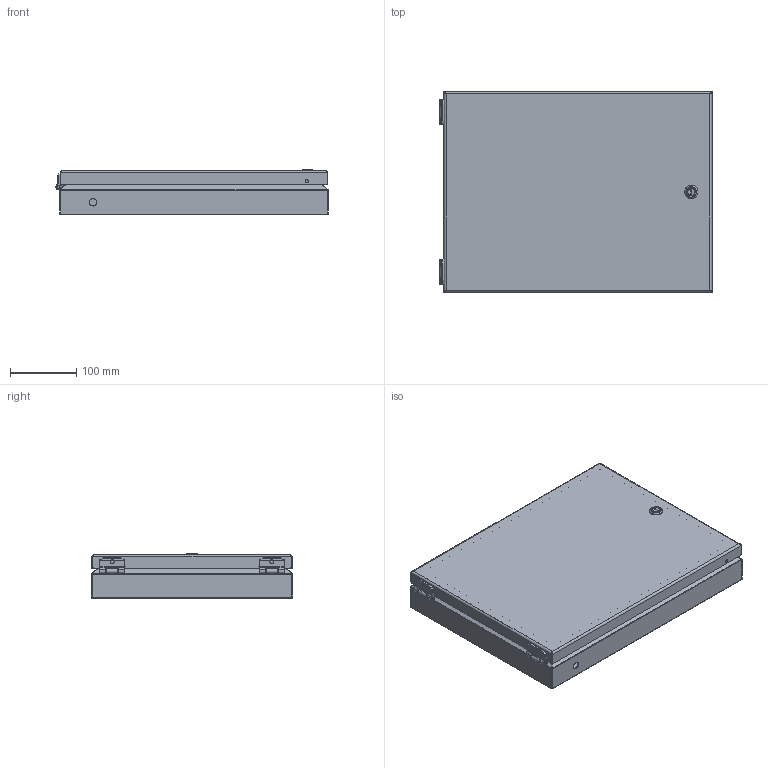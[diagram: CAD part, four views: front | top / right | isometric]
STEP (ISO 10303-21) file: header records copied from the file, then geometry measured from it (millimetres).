
FILE_DESCRIPTION (( 'STEP AP214' ), '1' );
FILE_NAME ('SCE-HA1216.STEP', '2021-08-12T09:54:43', ( '' ), ( '' ), 'SwSTEP 2.0', 'SolidWorks 2021', '' );
FILE_SCHEMA (( 'AUTOMOTIVE_DESIGN' ));
Length unit declared in the file: inch
Products named in the file (1): SCE-HA1216
Bounding box: 412 x 304.8 x 69.4 mm (x, y, z)
Volume: 480973 mm3; surface area: 597899.6 mm2
Topology: 23 solids, 25 shells, 1153 faces, 2781 edges, 1677 vertices
Faces by surface type: plane 446, bspline 382, cylinder 293, torus 16, cone 16
Full cylindrical faces by diameter (mm): 0.508 x2, 2.54 x2, 3.962 x2, 4.013 x6, 4.064 x8, 4.572 x2, 4.775 x2, 4.826 x1, 5.08 x1, 6.02 x4, 6.058 x1, 6.463 x1, 6.604 x2, 6.756 x2, 6.824 x1, 7.167 x1, 7.216 x6, 7.874 x1, 8.28 x1, 8.89 x1, 10.922 x1, 11.176 x1, 11.684 x1, 12.065 x1, 12.256 x4, 16.002 x1, 20.018 x1
Entity records: 61320 total; most frequent: CARTESIAN_POINT 23125, ORIENTED_EDGE 5278, DIRECTION 3789, EDGE_CURVE 2639, VERTEX_POINT 1644, AXIS2_PLACEMENT_3D 1484, EDGE_LOOP 1315, FACE_OUTER_BOUND 1232
